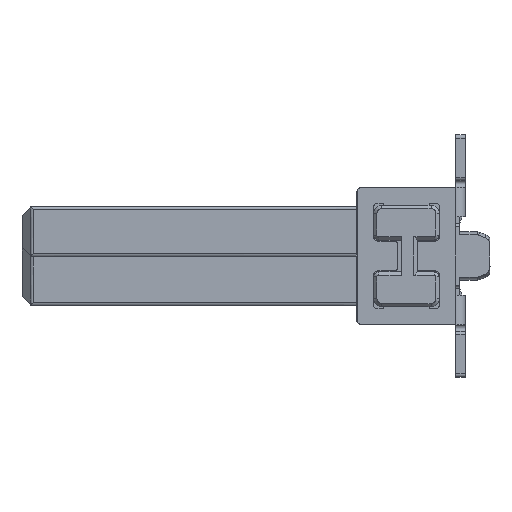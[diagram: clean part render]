
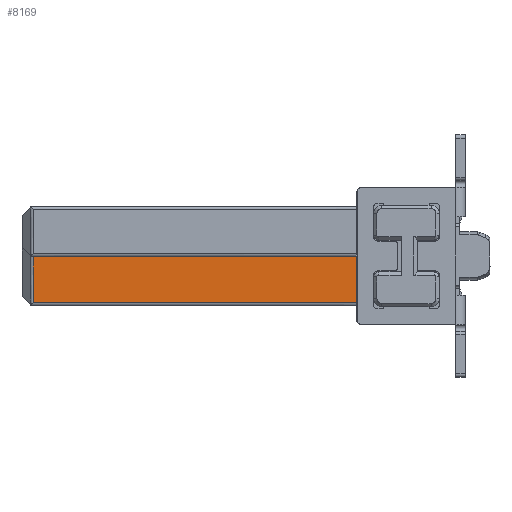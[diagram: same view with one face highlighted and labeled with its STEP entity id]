
A CAD part, left-side view. The second image highlights one B-rep face of the part: STEP entity #8169.
In plain terms, the highlighted planar face has unit normal (-1, 0, 0).
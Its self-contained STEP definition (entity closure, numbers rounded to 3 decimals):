
#8169=ADVANCED_FACE('',(#11987),#10123,.F.);
#10123=PLANE('',#49738);
#11987=FACE_OUTER_BOUND('',#14178,.T.);
#14178=EDGE_LOOP('',(#20449,#20450,#20451,#20452,#20453,#20454));
#20449=ORIENTED_EDGE('',*,*,#34444,.F.);
#20450=ORIENTED_EDGE('',*,*,#34558,.F.);
#20451=ORIENTED_EDGE('',*,*,#34559,.F.);
#20452=ORIENTED_EDGE('',*,*,#34432,.F.);
#20453=ORIENTED_EDGE('',*,*,#34430,.F.);
#20454=ORIENTED_EDGE('',*,*,#34429,.F.);
#29900=VERTEX_POINT('',#67681);
#29906=VERTEX_POINT('',#67713);
#29940=VERTEX_POINT('',#67865);
#29941=VERTEX_POINT('',#67869);
#29947=VERTEX_POINT('',#67891);
#30011=VERTEX_POINT('',#68118);
#34429=EDGE_CURVE('',#29906,#29900,#39941,.T.);
#34430=EDGE_CURVE('',#29900,#29940,#39942,.T.);
#34432=EDGE_CURVE('',#29940,#29941,#39943,.T.);
#34444=EDGE_CURVE('',#29947,#29906,#39950,.T.);
#34558=EDGE_CURVE('',#30011,#29947,#40026,.T.);
#34559=EDGE_CURVE('',#29941,#30011,#40027,.T.);
#39941=LINE('',#67862,#44645);
#39942=LINE('',#67864,#44646);
#39943=LINE('',#67868,#44647);
#39950=LINE('',#67892,#44654);
#40026=LINE('',#68117,#44730);
#40027=LINE('',#68119,#44731);
#44645=VECTOR('',#55563,1.);
#44646=VECTOR('',#55566,1.);
#44647=VECTOR('',#55571,1.);
#44654=VECTOR('',#55598,1.);
#44730=VECTOR('',#55846,1.);
#44731=VECTOR('',#55847,1.);
#49738=AXIS2_PLACEMENT_3D('',#68120,#55848,#55849);
#55563=DIRECTION('',(0.,0.,-1.));
#55566=DIRECTION('',(0.,1.,0.));
#55571=DIRECTION('',(0.,0.,-1.));
#55598=DIRECTION('',(0.,-1.,0.));
#55846=DIRECTION('',(0.,0.,1.));
#55847=DIRECTION('',(0.,1.,0.));
#55848=DIRECTION('',(1.,0.,0.));
#55849=DIRECTION('',(0.,-1.,0.));
#67681=CARTESIAN_POINT('',(-2.28,9.63,21.085));
#67713=CARTESIAN_POINT('',(-2.28,9.63,21.935));
#67862=CARTESIAN_POINT('',(-2.28,9.63,21.935));
#67864=CARTESIAN_POINT('',(-2.28,9.63,21.085));
#67865=CARTESIAN_POINT('',(-2.28,11.23,21.085));
#67868=CARTESIAN_POINT('',(-2.28,11.23,21.085));
#67869=CARTESIAN_POINT('',(-2.28,11.23,20.535));
#67891=CARTESIAN_POINT('',(-2.28,21.538,21.935));
#67892=CARTESIAN_POINT('',(-2.28,16.938,21.935));
#68117=CARTESIAN_POINT('',(-2.28,21.538,22.168));
#68118=CARTESIAN_POINT('',(-2.28,21.538,20.535));
#68119=CARTESIAN_POINT('',(-2.28,11.23,20.535));
#68120=CARTESIAN_POINT('',(-2.28,17.705,22.168));
